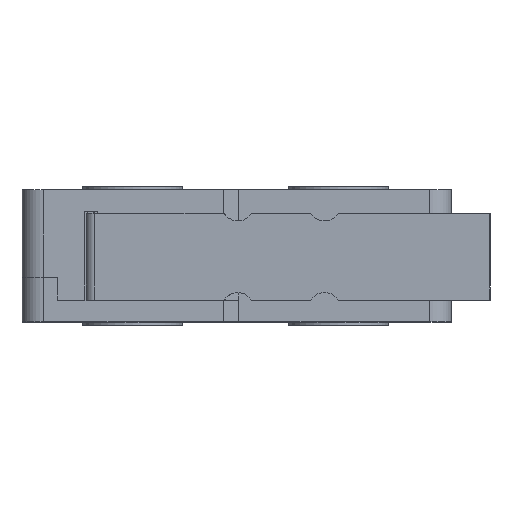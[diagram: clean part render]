
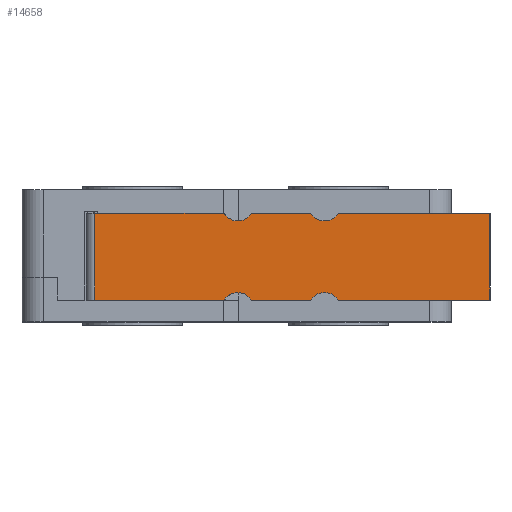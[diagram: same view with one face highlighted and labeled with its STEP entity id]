
A CAD part, top view. The second image highlights one B-rep face of the part: STEP entity #14658.
In plain terms, the highlighted planar face has unit normal (-0.026, 0, 1).
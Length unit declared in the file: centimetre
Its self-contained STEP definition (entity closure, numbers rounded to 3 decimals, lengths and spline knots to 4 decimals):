
#806=CIRCLE('',#15476,0.075);
#809=CIRCLE('',#15480,0.075);
#811=CIRCLE('',#15483,0.075);
#812=CIRCLE('',#15485,0.075);
#972=FACE_OUTER_BOUND('',#1785,.T.);
#1785=EDGE_LOOP('',(#9762,#9763,#9764,#9765,#9766,#9767,#9768,#9769,#9770,
#9771,#9772,#9773));
#2679=LINE('',#19224,#4332);
#2680=LINE('',#19227,#4333);
#2692=LINE('',#19247,#4345);
#2694=LINE('',#19253,#4347);
#2696=LINE('',#19258,#4349);
#2702=LINE('',#19269,#4355);
#2703=LINE('',#19270,#4356);
#2704=LINE('',#19271,#4357);
#4332=VECTOR('',#16220,1.);
#4333=VECTOR('',#16223,1.);
#4345=VECTOR('',#16239,1.);
#4347=VECTOR('',#16245,1.);
#4349=VECTOR('',#16251,1.);
#4355=VECTOR('',#16265,1.);
#4356=VECTOR('',#16266,1.);
#4357=VECTOR('',#16267,1.);
#5969=VERTEX_POINT('',#19179);
#5971=VERTEX_POINT('',#19182);
#5974=VERTEX_POINT('',#19189);
#5976=VERTEX_POINT('',#19193);
#5978=VERTEX_POINT('',#19198);
#5980=VERTEX_POINT('',#19202);
#5981=VERTEX_POINT('',#19206);
#5983=VERTEX_POINT('',#19209);
#5988=VERTEX_POINT('',#19222);
#5989=VERTEX_POINT('',#19226);
#5995=VERTEX_POINT('',#19245);
#5997=VERTEX_POINT('',#19252);
#7450=EDGE_CURVE('',#5971,#5969,#806,.T.);
#7456=EDGE_CURVE('',#5974,#5976,#809,.T.);
#7460=EDGE_CURVE('',#5978,#5980,#811,.T.);
#7462=EDGE_CURVE('',#5983,#5981,#812,.T.);
#7470=EDGE_CURVE('',#5976,#5988,#2679,.T.);
#7471=EDGE_CURVE('',#5989,#5978,#2680,.T.);
#7483=EDGE_CURVE('',#5981,#5995,#2692,.T.);
#7486=EDGE_CURVE('',#5997,#5971,#2694,.T.);
#7489=EDGE_CURVE('',#5969,#5983,#2696,.T.);
#7495=EDGE_CURVE('',#5989,#5995,#2702,.T.);
#7496=EDGE_CURVE('',#5980,#5974,#2703,.T.);
#7497=EDGE_CURVE('',#5997,#5988,#2704,.T.);
#9762=ORIENTED_EDGE('',*,*,#7450,.T.);
#9763=ORIENTED_EDGE('',*,*,#7489,.T.);
#9764=ORIENTED_EDGE('',*,*,#7462,.T.);
#9765=ORIENTED_EDGE('',*,*,#7483,.T.);
#9766=ORIENTED_EDGE('',*,*,#7495,.F.);
#9767=ORIENTED_EDGE('',*,*,#7471,.T.);
#9768=ORIENTED_EDGE('',*,*,#7460,.T.);
#9769=ORIENTED_EDGE('',*,*,#7496,.T.);
#9770=ORIENTED_EDGE('',*,*,#7456,.T.);
#9771=ORIENTED_EDGE('',*,*,#7470,.T.);
#9772=ORIENTED_EDGE('',*,*,#7497,.F.);
#9773=ORIENTED_EDGE('',*,*,#7486,.T.);
#14135=PLANE('',#15500);
#14658=ADVANCED_FACE('',(#972),#14135,.T.);
#15476=AXIS2_PLACEMENT_3D('',#19183,#16182,#16183);
#15480=AXIS2_PLACEMENT_3D('',#19195,#16193,#16194);
#15483=AXIS2_PLACEMENT_3D('',#19204,#16201,#16202);
#15485=AXIS2_PLACEMENT_3D('',#19210,#16206,#16207);
#15500=AXIS2_PLACEMENT_3D('',#19268,#16263,#16264);
#16182=DIRECTION('center_axis',(0.026,0.,
-1.));
#16183=DIRECTION('ref_axis',(-1.,0.,-0.026));
#16193=DIRECTION('center_axis',(0.026,0.,
-1.));
#16194=DIRECTION('ref_axis',(-1.,0.,-0.026));
#16201=DIRECTION('center_axis',(0.026,0.,
-1.));
#16202=DIRECTION('ref_axis',(-1.,0.,-0.026));
#16206=DIRECTION('center_axis',(0.026,0.,
-1.));
#16207=DIRECTION('ref_axis',(-1.,0.,-0.026));
#16220=DIRECTION('',(-1.,0.,-0.026));
#16223=DIRECTION('',(-1.,0.,-0.026));
#16239=DIRECTION('',(1.,0.,0.026));
#16245=DIRECTION('',(1.,0.,0.026));
#16251=DIRECTION('',(1.,0.,0.026));
#16263=DIRECTION('center_axis',(-0.026,0.,
1.));
#16264=DIRECTION('ref_axis',(1.,0.,0.026));
#16265=DIRECTION('',(0.,-1.,0.));
#16266=DIRECTION('',(-1.,0.,-0.026));
#16267=DIRECTION('',(0.,1.,0.));
#19179=CARTESIAN_POINT('',(0.5491,-0.51,0.8692));
#19182=CARTESIAN_POINT('',(0.4223,-0.51,0.8659));
#19183=CARTESIAN_POINT('Origin',(0.4857,-0.55,0.8676));
#19189=CARTESIAN_POINT('',(0.5491,-0.11,0.8692));
#19193=CARTESIAN_POINT('',(0.4223,-0.11,0.8659));
#19195=CARTESIAN_POINT('Origin',(0.4857,-0.07,
0.8676));
#19198=CARTESIAN_POINT('',(0.949,-0.11,0.8797));
#19202=CARTESIAN_POINT('',(0.8222,-0.11,0.8764));
#19204=CARTESIAN_POINT('Origin',(0.8856,-0.07,
0.8781));
#19206=CARTESIAN_POINT('',(0.949,-0.51,0.8797));
#19209=CARTESIAN_POINT('',(0.8222,-0.51,0.8764));
#19210=CARTESIAN_POINT('Origin',(0.8856,-0.55,0.8781));
#19222=CARTESIAN_POINT('',(-0.1741,-0.11,0.8503));
#19224=CARTESIAN_POINT('',(-0.1741,-0.11,0.8503));
#19226=CARTESIAN_POINT('',(1.6483,-0.11,0.898));
#19227=CARTESIAN_POINT('',(-0.1741,-0.11,0.8503));
#19245=CARTESIAN_POINT('',(1.6483,-0.51,0.898));
#19247=CARTESIAN_POINT('',(-0.1741,-0.51,0.8503));
#19252=CARTESIAN_POINT('',(-0.1741,-0.51,0.8503));
#19253=CARTESIAN_POINT('',(-0.1741,-0.51,0.8503));
#19258=CARTESIAN_POINT('',(-0.1741,-0.51,0.8503));
#19268=CARTESIAN_POINT('Origin',(1.6483,-0.31,0.898));
#19269=CARTESIAN_POINT('',(1.6483,-0.31,0.898));
#19270=CARTESIAN_POINT('',(-0.1741,-0.11,0.8503));
#19271=CARTESIAN_POINT('',(-0.1741,-0.31,0.8503));
